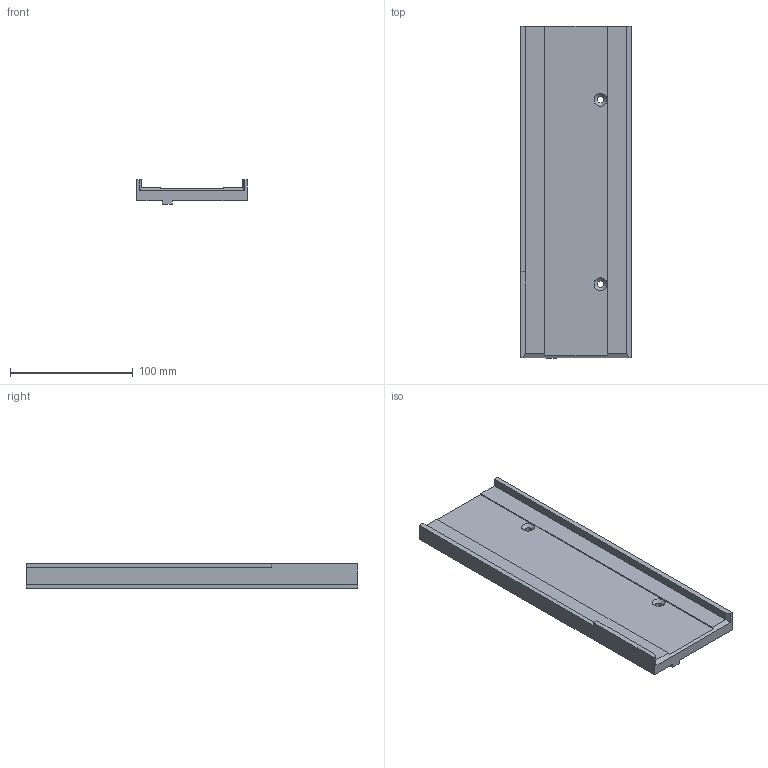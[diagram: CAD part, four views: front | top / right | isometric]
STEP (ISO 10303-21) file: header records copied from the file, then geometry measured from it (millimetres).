
FILE_DESCRIPTION(/* description */ ('Unknown'),/* implementation_level */ '2;1');
FILE_NAME(/* name */ 'I-HTG35-246-14-0 sôle entrée navette',/* time_stamp */ '2023-06-26T15:30:02+02:00',/* author */ ('Unknown'),/* organization */ ('Unknown'),/* preprocessor_version */ 'ST-DEVELOPER v18.1',/* originating_system */ 'Solid Edge',/* authorisation */ 'Unknown');
FILE_SCHEMA (('AUTOMOTIVE_DESIGN {1 0 10303 214 3 1 1}'));
Length unit declared in the file: millimetre
Products named in the file (1): I-HTG35-246-14 sôle entrée navette
Bounding box: 90 x 270 x 20 mm (x, y, z)
Volume: 257007.2 mm3; surface area: 64263.4 mm2
Topology: 1 solids, 1 shells, 27 faces, 73 edges, 48 vertices
Faces by surface type: plane 23, cylinder 2, cone 2
Full cylindrical faces by diameter (mm): 5.5 x2
Entity records: 837 total; most frequent: CARTESIAN_POINT 141, ORIENTED_EDGE 134, DIRECTION 129, EDGE_CURVE 67, LINE 61, VECTOR 61, VERTEX_POINT 46, EDGE_LOOP 35
